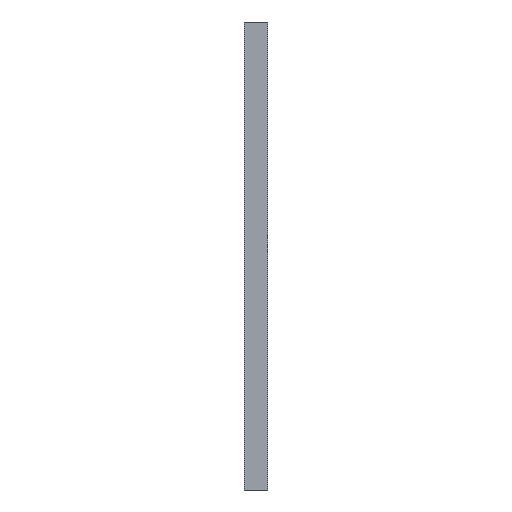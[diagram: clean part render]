
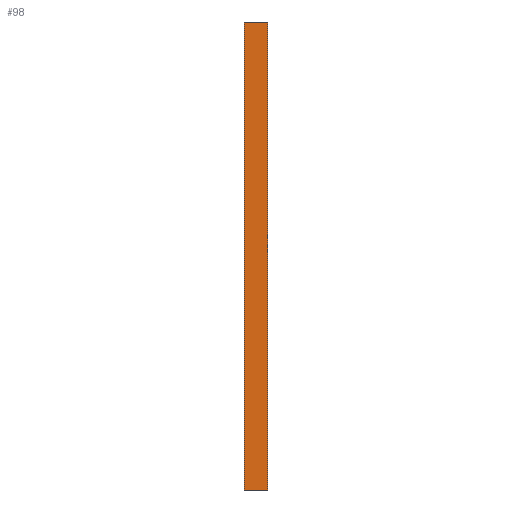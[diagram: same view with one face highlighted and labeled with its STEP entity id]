
A CAD part, left-side view. The second image highlights one B-rep face of the part: STEP entity #98.
In plain terms, the highlighted planar face has unit normal (-1, 0, 0).
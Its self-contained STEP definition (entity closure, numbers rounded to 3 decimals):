
#55 = LINE ( 'NONE', #720, #1445 ) ;
#98 = ADVANCED_FACE ( 'NONE', ( #581 ), #240, .T. ) ;
#185 = CARTESIAN_POINT ( 'NONE',  ( 0., 5., 0. ) ) ;
#240 = PLANE ( 'NONE',  #1291 ) ;
#390 = ORIENTED_EDGE ( 'NONE', *, *, #1523, .F. ) ;
#406 = CARTESIAN_POINT ( 'NONE',  ( 0., 0., 0. ) ) ;
#427 = VECTOR ( 'NONE', #1433, 1000. ) ;
#469 = ORIENTED_EDGE ( 'NONE', *, *, #601, .F. ) ;
#528 = VECTOR ( 'NONE', #663, 1000. ) ;
#581 = FACE_OUTER_BOUND ( 'NONE', #1482, .T. ) ;
#601 = EDGE_CURVE ( 'NONE', #1591, #1335, #686, .T. ) ;
#607 = VECTOR ( 'NONE', #902, 1000. ) ;
#613 = ORIENTED_EDGE ( 'NONE', *, *, #713, .F. ) ;
#663 = DIRECTION ( 'NONE',  ( 0., 0., 1. ) ) ;
#672 = CARTESIAN_POINT ( 'NONE',  ( 0., 0., -100. ) ) ;
#683 = VERTEX_POINT ( 'NONE', #672 ) ;
#686 = LINE ( 'NONE', #185, #528 ) ;
#713 = EDGE_CURVE ( 'NONE', #717, #683, #2067, .T. ) ;
#717 = VERTEX_POINT ( 'NONE', #1416 ) ;
#720 = CARTESIAN_POINT ( 'NONE',  ( 0., 0., -100. ) ) ;
#762 = EDGE_CURVE ( 'NONE', #683, #1591, #55, .T. ) ;
#902 = DIRECTION ( 'NONE',  ( 0., 0., -1. ) ) ;
#960 = CARTESIAN_POINT ( 'NONE',  ( 0., 5., -100. ) ) ;
#1043 = DIRECTION ( 'NONE',  ( 0., 1., 0. ) ) ;
#1243 = CARTESIAN_POINT ( 'NONE',  ( 0., 0., 0. ) ) ;
#1291 = AXIS2_PLACEMENT_3D ( 'NONE', #1243, #1388, #1914 ) ;
#1335 = VERTEX_POINT ( 'NONE', #1872 ) ;
#1378 = LINE ( 'NONE', #1741, #427 ) ;
#1388 = DIRECTION ( 'NONE',  ( -1., 0., 0. ) ) ;
#1416 = CARTESIAN_POINT ( 'NONE',  ( 0., 0., 0. ) ) ;
#1433 = DIRECTION ( 'NONE',  ( 0., -1., 0. ) ) ;
#1445 = VECTOR ( 'NONE', #1043, 1000. ) ;
#1482 = EDGE_LOOP ( 'NONE', ( #390, #469, #2137, #613 ) ) ;
#1523 = EDGE_CURVE ( 'NONE', #1335, #717, #1378, .T. ) ;
#1591 = VERTEX_POINT ( 'NONE', #960 ) ;
#1741 = CARTESIAN_POINT ( 'NONE',  ( 0., 0., 0. ) ) ;
#1872 = CARTESIAN_POINT ( 'NONE',  ( 0., 5., 0. ) ) ;
#1914 = DIRECTION ( 'NONE',  ( 0., 0., 1. ) ) ;
#2067 = LINE ( 'NONE', #406, #607 ) ;
#2137 = ORIENTED_EDGE ( 'NONE', *, *, #762, .F. ) ;
